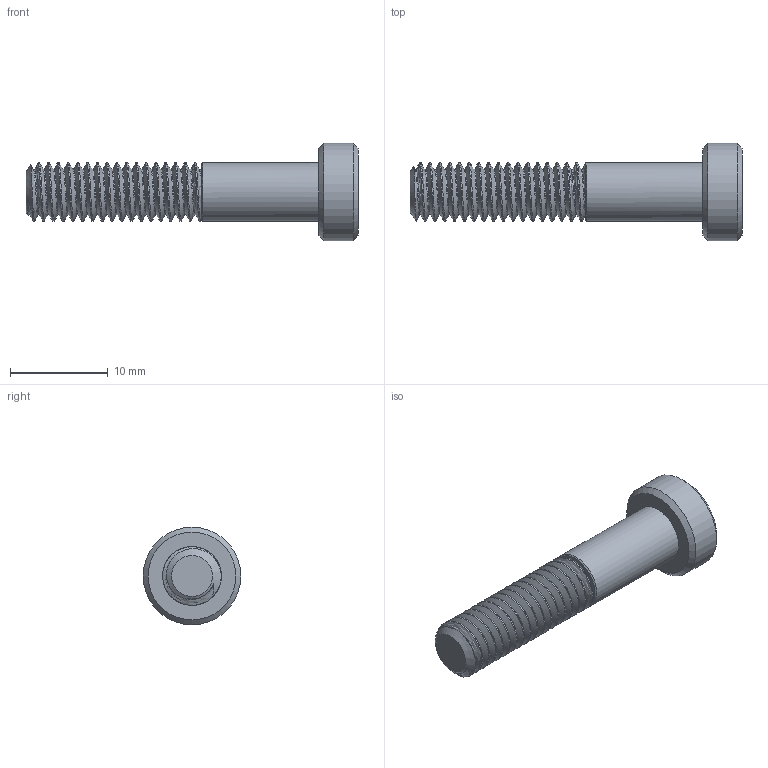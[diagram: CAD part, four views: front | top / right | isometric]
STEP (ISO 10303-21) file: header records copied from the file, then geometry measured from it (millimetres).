
FILE_DESCRIPTION(/* description */ (''),/* implementation_level */ '2;1');
FILE_NAME(/* name */ 'M6x30LHSCS-0 v1.step',/* time_stamp */ '2020-09-15T10:17:44-04:00',/* author */ (''),/* organization */ (''),/* preprocessor_version */ 'ST-DEVELOPER v18.1',/* originating_system */ 'Autodesk Translation Framework v9.3.0.1241',/* authorisation */ '');
FILE_SCHEMA (('AUTOMOTIVE_DESIGN { 1 0 10303 214 3 1 1 }'));
Length unit declared in the file: millimetre
Products named in the file (2): M6x30LHSCS-0; 92855A625
Assembly tree (1 placements, depth 2):
  M6x30LHSCS-0
    92855A625
Bounding box: 34 x 10 x 10 mm (x, y, z)
Volume: 1009.3 mm3; surface area: 1048.7 mm2
Topology: 1 solids, 1 shells, 62 faces, 161 edges, 103 vertices
Faces by surface type: cylinder 39, plane 11, cone 10, bspline 2
Full cylindrical faces by diameter (mm): 4.701 x17, 6 x18, 10 x1
Entity records: 5922 total; most frequent: CARTESIAN_POINT 4523, ORIENTED_EDGE 322, DIRECTION 217, EDGE_CURVE 161, VERTEX_POINT 103, B_SPLINE_CURVE_WITH_KNOTS 83, AXIS2_PLACEMENT_3D 82, EDGE_LOOP 64
